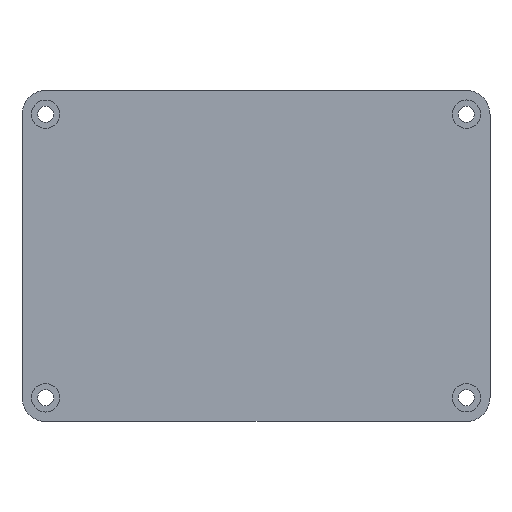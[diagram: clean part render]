
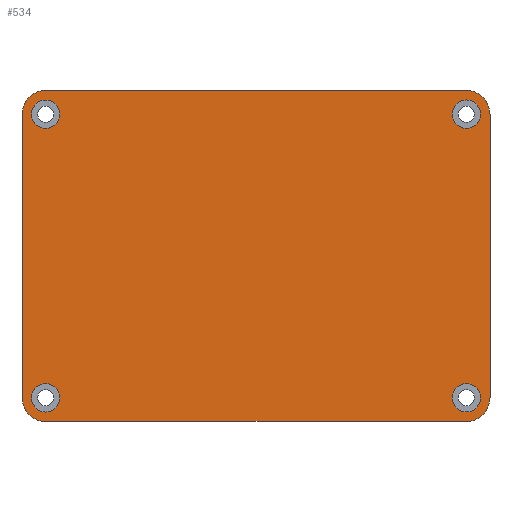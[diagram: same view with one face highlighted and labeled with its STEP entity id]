
A CAD part, front view. The second image highlights one B-rep face of the part: STEP entity #534.
In plain terms, the highlighted planar face has unit normal (0, -1, 0).
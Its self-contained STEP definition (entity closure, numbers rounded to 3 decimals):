
#19=FACE_BOUND('',#101,.T.);
#20=FACE_BOUND('',#102,.T.);
#21=FACE_BOUND('',#103,.T.);
#22=FACE_BOUND('',#104,.T.);
#40=PLANE('',#598);
#66=FACE_OUTER_BOUND('',#100,.T.);
#100=EDGE_LOOP('',(#465,#466,#467,#468,#469,#470,#471,#472));
#101=EDGE_LOOP('',(#473));
#102=EDGE_LOOP('',(#474));
#103=EDGE_LOOP('',(#475));
#104=EDGE_LOOP('',(#476));
#121=LINE('',#784,#169);
#138=LINE('',#833,#186);
#141=LINE('',#841,#189);
#143=LINE('',#847,#191);
#169=VECTOR('',#625,10.);
#186=VECTOR('',#664,10.);
#189=VECTOR('',#673,10.);
#191=VECTOR('',#681,10.);
#214=CIRCLE('',#559,5.);
#222=CIRCLE('',#570,5.);
#223=CIRCLE('',#573,5.);
#224=CIRCLE('',#576,5.);
#226=CIRCLE('',#587,3.);
#228=CIRCLE('',#590,3.);
#230=CIRCLE('',#593,3.);
#232=CIRCLE('',#596,3.);
#239=VERTEX_POINT('',#774);
#240=VERTEX_POINT('',#776);
#242=VERTEX_POINT('',#782);
#260=VERTEX_POINT('',#822);
#263=VERTEX_POINT('',#831);
#264=VERTEX_POINT('',#835);
#265=VERTEX_POINT('',#839);
#266=VERTEX_POINT('',#843);
#274=VERTEX_POINT('',#877);
#276=VERTEX_POINT('',#883);
#278=VERTEX_POINT('',#889);
#280=VERTEX_POINT('',#895);
#287=EDGE_CURVE('',#239,#240,#214,.T.);
#291=EDGE_CURVE('',#242,#239,#121,.T.);
#311=EDGE_CURVE('',#260,#242,#222,.T.);
#316=EDGE_CURVE('',#263,#260,#138,.T.);
#318=EDGE_CURVE('',#264,#263,#223,.T.);
#320=EDGE_CURVE('',#265,#264,#141,.T.);
#322=EDGE_CURVE('',#266,#265,#224,.T.);
#323=EDGE_CURVE('',#240,#266,#143,.T.);
#339=EDGE_CURVE('',#274,#274,#226,.T.);
#342=EDGE_CURVE('',#276,#276,#228,.T.);
#345=EDGE_CURVE('',#278,#278,#230,.T.);
#348=EDGE_CURVE('',#280,#280,#232,.T.);
#465=ORIENTED_EDGE('',*,*,#287,.F.);
#466=ORIENTED_EDGE('',*,*,#291,.F.);
#467=ORIENTED_EDGE('',*,*,#311,.F.);
#468=ORIENTED_EDGE('',*,*,#316,.F.);
#469=ORIENTED_EDGE('',*,*,#318,.F.);
#470=ORIENTED_EDGE('',*,*,#320,.F.);
#471=ORIENTED_EDGE('',*,*,#322,.F.);
#472=ORIENTED_EDGE('',*,*,#323,.F.);
#473=ORIENTED_EDGE('',*,*,#339,.F.);
#474=ORIENTED_EDGE('',*,*,#348,.F.);
#475=ORIENTED_EDGE('',*,*,#342,.F.);
#476=ORIENTED_EDGE('',*,*,#345,.F.);
#534=ADVANCED_FACE('',(#66,#19,#20,#21,#22),#40,.F.);
#559=AXIS2_PLACEMENT_3D('',#777,#618,#619);
#570=AXIS2_PLACEMENT_3D('',#824,#656,#657);
#573=AXIS2_PLACEMENT_3D('',#837,#668,#669);
#576=AXIS2_PLACEMENT_3D('',#845,#677,#678);
#587=AXIS2_PLACEMENT_3D('',#879,#714,#715);
#590=AXIS2_PLACEMENT_3D('',#885,#721,#722);
#593=AXIS2_PLACEMENT_3D('',#891,#728,#729);
#596=AXIS2_PLACEMENT_3D('',#897,#735,#736);
#598=AXIS2_PLACEMENT_3D('',#899,#739,#740);
#618=DIRECTION('center_axis',(0.,1.,0.));
#619=DIRECTION('ref_axis',(0.707,0.,-0.707));
#625=DIRECTION('',(0.,0.,-1.));
#656=DIRECTION('center_axis',(0.,1.,0.));
#657=DIRECTION('ref_axis',(0.707,0.,0.707));
#664=DIRECTION('',(1.,0.,0.));
#668=DIRECTION('center_axis',(0.,1.,0.));
#669=DIRECTION('ref_axis',(-0.707,0.,0.707));
#673=DIRECTION('',(0.,0.,1.));
#677=DIRECTION('center_axis',(0.,1.,0.));
#678=DIRECTION('ref_axis',(-0.707,0.,-0.707));
#681=DIRECTION('',(-1.,0.,0.));
#714=DIRECTION('center_axis',(0.,-1.,0.));
#715=DIRECTION('ref_axis',(1.,0.,0.));
#721=DIRECTION('center_axis',(0.,-1.,0.));
#722=DIRECTION('ref_axis',(1.,0.,0.));
#728=DIRECTION('center_axis',(0.,-1.,0.));
#729=DIRECTION('ref_axis',(1.,0.,0.));
#735=DIRECTION('center_axis',(0.,-1.,0.));
#736=DIRECTION('ref_axis',(1.,0.,0.));
#739=DIRECTION('center_axis',(0.,1.,0.));
#740=DIRECTION('ref_axis',(1.,0.,0.));
#774=CARTESIAN_POINT('',(2.,0.,10.));
#776=CARTESIAN_POINT('',(-3.,0.,5.));
#777=CARTESIAN_POINT('Origin',(-3.,0.,10.));
#782=CARTESIAN_POINT('',(2.,0.,70.));
#784=CARTESIAN_POINT('',(2.,0.,75.));
#822=CARTESIAN_POINT('',(-3.,0.,75.));
#824=CARTESIAN_POINT('Origin',(-3.,0.,70.));
#831=CARTESIAN_POINT('',(-92.,0.,75.));
#833=CARTESIAN_POINT('',(-97.,0.,75.));
#835=CARTESIAN_POINT('',(-97.,0.,70.));
#837=CARTESIAN_POINT('Origin',(-92.,0.,70.));
#839=CARTESIAN_POINT('',(-97.,0.,10.));
#841=CARTESIAN_POINT('',(-97.,0.,5.));
#843=CARTESIAN_POINT('',(-92.,0.,5.));
#845=CARTESIAN_POINT('Origin',(-92.,0.,10.));
#847=CARTESIAN_POINT('',(2.,0.,5.));
#877=CARTESIAN_POINT('',(-6.,0.,10.));
#879=CARTESIAN_POINT('Origin',(-3.,0.,10.));
#883=CARTESIAN_POINT('',(-6.,0.,70.));
#885=CARTESIAN_POINT('Origin',(-3.,0.,70.));
#889=CARTESIAN_POINT('',(-95.,0.,70.));
#891=CARTESIAN_POINT('Origin',(-92.,0.,70.));
#895=CARTESIAN_POINT('',(-95.,0.,10.));
#897=CARTESIAN_POINT('Origin',(-92.,0.,10.));
#899=CARTESIAN_POINT('Origin',(-47.5,0.,40.));
